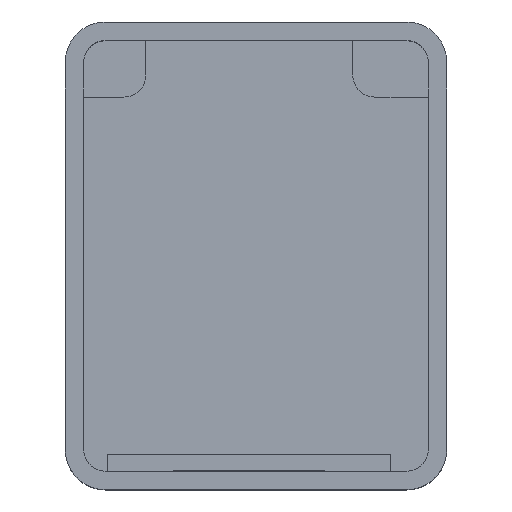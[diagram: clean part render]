
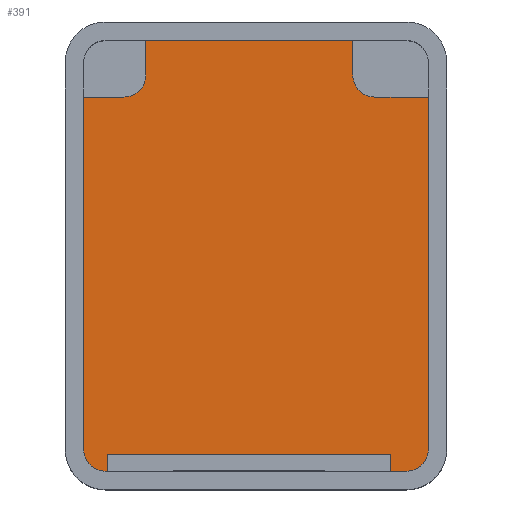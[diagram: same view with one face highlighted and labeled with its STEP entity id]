
A CAD part, top view. The second image highlights one B-rep face of the part: STEP entity #391.
In plain terms, the highlighted planar face has unit normal (0, 0, 1).
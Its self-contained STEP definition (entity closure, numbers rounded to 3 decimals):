
#111 = EDGE_CURVE('',#112,#114,#116,.T.);
#112 = VERTEX_POINT('',#113);
#113 = CARTESIAN_POINT('',(-13.461,-15.734,0.));
#114 = VERTEX_POINT('',#115);
#115 = CARTESIAN_POINT('',(-13.461,12.95,0.));
#116 = LINE('',#117,#118);
#117 = CARTESIAN_POINT('',(-13.461,-15.734,0.));
#118 = VECTOR('',#119,1.);
#119 = DIRECTION('',(0.,1.,0.));
#300 = VERTEX_POINT('',#301);
#301 = CARTESIAN_POINT('',(8.4,17.52,0.));
#307 = EDGE_CURVE('',#308,#300,#310,.T.);
#308 = VERTEX_POINT('',#309);
#309 = CARTESIAN_POINT('',(-8.4,17.52,0.));
#310 = LINE('',#311,#312);
#311 = CARTESIAN_POINT('',(-11.714,17.52,0.));
#312 = VECTOR('',#313,1.);
#313 = DIRECTION('',(1.,0.,0.));
#329 = EDGE_CURVE('',#330,#332,#334,.T.);
#330 = VERTEX_POINT('',#331);
#331 = CARTESIAN_POINT('',(-8.4,14.75,0.));
#332 = VERTEX_POINT('',#333);
#333 = CARTESIAN_POINT('',(-10.2,12.95,0.));
#334 = CIRCLE('',#335,1.8);
#335 = AXIS2_PLACEMENT_3D('',#336,#337,#338);
#336 = CARTESIAN_POINT('',(-10.2,14.75,0.));
#337 = DIRECTION('',(0.,0.,-1.));
#338 = DIRECTION('',(1.,0.,0.));
#361 = EDGE_CURVE('',#330,#308,#362,.T.);
#362 = LINE('',#363,#364);
#363 = CARTESIAN_POINT('',(-8.4,8.77,0.));
#364 = VECTOR('',#365,1.);
#365 = DIRECTION('',(0.,1.,0.));
#378 = EDGE_CURVE('',#114,#332,#379,.T.);
#379 = LINE('',#380,#381);
#380 = CARTESIAN_POINT('',(-4.83,12.95,0.));
#381 = VECTOR('',#382,1.);
#382 = DIRECTION('',(1.,0.,0.));
#391 = ADVANCED_FACE('',(#392),#488,.T.);
#392 = FACE_BOUND('',#393,.T.);
#393 = EDGE_LOOP('',(#394,#395,#396,#397,#398,#399,#408,#416,#424,#432,
    #440,#448,#457,#465,#473,#482));
#394 = ORIENTED_EDGE('',*,*,#307,.F.);
#395 = ORIENTED_EDGE('',*,*,#361,.F.);
#396 = ORIENTED_EDGE('',*,*,#329,.T.);
#397 = ORIENTED_EDGE('',*,*,#378,.F.);
#398 = ORIENTED_EDGE('',*,*,#111,.F.);
#399 = ORIENTED_EDGE('',*,*,#400,.T.);
#400 = EDGE_CURVE('',#112,#401,#403,.T.);
#401 = VERTEX_POINT('',#402);
#402 = CARTESIAN_POINT('',(-11.714,-17.48,0.));
#403 = CIRCLE('',#404,1.746);
#404 = AXIS2_PLACEMENT_3D('',#405,#406,#407);
#405 = CARTESIAN_POINT('',(-11.714,-15.734,0.));
#406 = DIRECTION('',(0.,0.,1.));
#407 = DIRECTION('',(1.,0.,0.));
#408 = ORIENTED_EDGE('',*,*,#409,.F.);
#409 = EDGE_CURVE('',#410,#401,#412,.T.);
#410 = VERTEX_POINT('',#411);
#411 = CARTESIAN_POINT('',(-11.5,-17.48,0.));
#412 = LINE('',#413,#414);
#413 = CARTESIAN_POINT('',(12.793,-17.48,0.));
#414 = VECTOR('',#415,1.);
#415 = DIRECTION('',(-1.,0.,0.));
#416 = ORIENTED_EDGE('',*,*,#417,.T.);
#417 = EDGE_CURVE('',#410,#418,#420,.T.);
#418 = VERTEX_POINT('',#419);
#419 = CARTESIAN_POINT('',(-11.5,-16.08,0.));
#420 = LINE('',#421,#422);
#421 = CARTESIAN_POINT('',(-11.5,-8.03,0.));
#422 = VECTOR('',#423,1.);
#423 = DIRECTION('',(0.,1.,0.));
#424 = ORIENTED_EDGE('',*,*,#425,.T.);
#425 = EDGE_CURVE('',#418,#426,#428,.T.);
#426 = VERTEX_POINT('',#427);
#427 = CARTESIAN_POINT('',(11.5,-16.08,0.));
#428 = LINE('',#429,#430);
#429 = CARTESIAN_POINT('',(6.02,-16.08,0.));
#430 = VECTOR('',#431,1.);
#431 = DIRECTION('',(1.,0.,0.));
#432 = ORIENTED_EDGE('',*,*,#433,.T.);
#433 = EDGE_CURVE('',#426,#434,#436,.T.);
#434 = VERTEX_POINT('',#435);
#435 = CARTESIAN_POINT('',(11.5,-17.48,0.));
#436 = LINE('',#437,#438);
#437 = CARTESIAN_POINT('',(11.5,-8.73,0.));
#438 = VECTOR('',#439,1.);
#439 = DIRECTION('',(0.,-1.,0.));
#440 = ORIENTED_EDGE('',*,*,#441,.F.);
#441 = EDGE_CURVE('',#442,#434,#444,.T.);
#442 = VERTEX_POINT('',#443);
#443 = CARTESIAN_POINT('',(12.793,-17.48,0.));
#444 = LINE('',#445,#446);
#445 = CARTESIAN_POINT('',(12.793,-17.48,0.));
#446 = VECTOR('',#447,1.);
#447 = DIRECTION('',(-1.,0.,0.));
#448 = ORIENTED_EDGE('',*,*,#449,.T.);
#449 = EDGE_CURVE('',#442,#450,#452,.T.);
#450 = VERTEX_POINT('',#451);
#451 = CARTESIAN_POINT('',(14.539,-15.734,0.));
#452 = CIRCLE('',#453,1.746);
#453 = AXIS2_PLACEMENT_3D('',#454,#455,#456);
#454 = CARTESIAN_POINT('',(12.793,-15.734,0.));
#455 = DIRECTION('',(0.,0.,1.));
#456 = DIRECTION('',(1.,0.,0.));
#457 = ORIENTED_EDGE('',*,*,#458,.F.);
#458 = EDGE_CURVE('',#459,#450,#461,.T.);
#459 = VERTEX_POINT('',#460);
#460 = CARTESIAN_POINT('',(14.539,12.95,0.));
#461 = LINE('',#462,#463);
#462 = CARTESIAN_POINT('',(14.539,15.774,0.));
#463 = VECTOR('',#464,1.);
#464 = DIRECTION('',(0.,-1.,0.));
#465 = ORIENTED_EDGE('',*,*,#466,.F.);
#466 = EDGE_CURVE('',#467,#459,#469,.T.);
#467 = VERTEX_POINT('',#468);
#468 = CARTESIAN_POINT('',(10.2,12.95,0.));
#469 = LINE('',#470,#471);
#470 = CARTESIAN_POINT('',(7.539,12.95,0.));
#471 = VECTOR('',#472,1.);
#472 = DIRECTION('',(1.,0.,0.));
#473 = ORIENTED_EDGE('',*,*,#474,.T.);
#474 = EDGE_CURVE('',#467,#475,#477,.T.);
#475 = VERTEX_POINT('',#476);
#476 = CARTESIAN_POINT('',(8.4,14.75,0.));
#477 = CIRCLE('',#478,1.8);
#478 = AXIS2_PLACEMENT_3D('',#479,#480,#481);
#479 = CARTESIAN_POINT('',(10.2,14.75,0.));
#480 = DIRECTION('',(0.,0.,-1.));
#481 = DIRECTION('',(1.,0.,0.));
#482 = ORIENTED_EDGE('',*,*,#483,.T.);
#483 = EDGE_CURVE('',#475,#300,#484,.T.);
#484 = LINE('',#485,#486);
#485 = CARTESIAN_POINT('',(8.4,8.77,0.));
#486 = VECTOR('',#487,1.);
#487 = DIRECTION('',(0.,1.,0.));
#488 = PLANE('',#489);
#489 = AXIS2_PLACEMENT_3D('',#490,#491,#492);
#490 = CARTESIAN_POINT('',(0.539,0.02,0.));
#491 = DIRECTION('',(0.,0.,1.));
#492 = DIRECTION('',(1.,0.,0.));
